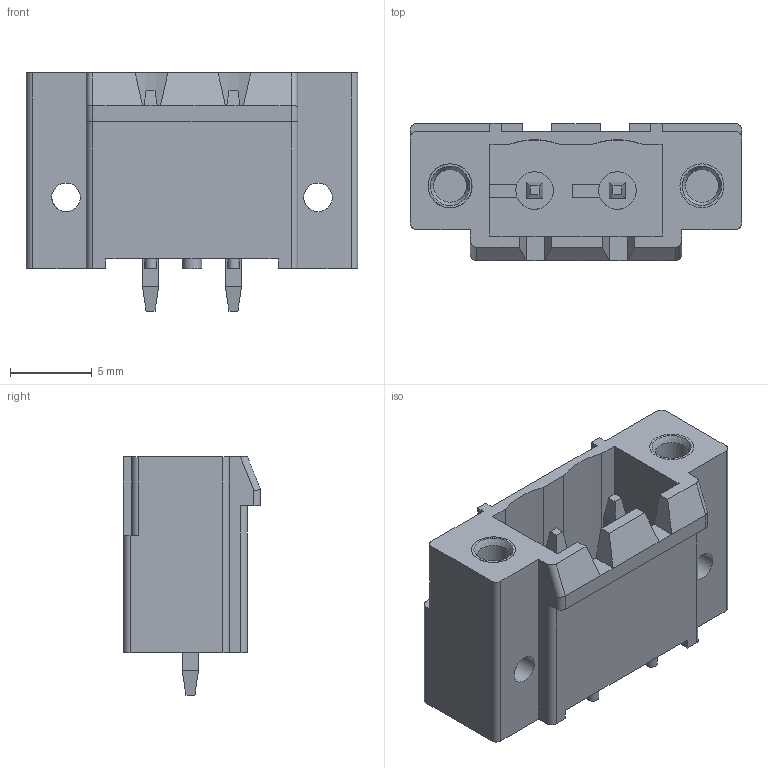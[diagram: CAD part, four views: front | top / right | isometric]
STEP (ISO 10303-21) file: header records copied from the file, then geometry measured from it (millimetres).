
FILE_DESCRIPTION( ( 'Unknown' ), '1' );
FILE_NAME( '691701520002B.stp', 'Unknown', ( 'Unknown' ), ( 'Unknown' ), 'PSStep 14.0', 'Unknown', ' ' );
FILE_SCHEMA( ( 'AUTOMOTIVE_DESIGN { 1 0 10303 214 1 1 1 1 }' ) );
Length unit declared in the file: millimetre
Products named in the file (4): Assem1; Housing F 5.08mm; Pin_Straight 5.08mm; Thread 5.08
Assembly tree (5 placements, depth 2):
  Assem1
    Housing F 5.08mm
    Pin_Straight 5.08mm  x2
    Thread 5.08  x2
Bounding box: 20.32 x 8.4 x 14.6 mm (x, y, z)
Volume: 975.6 mm3; surface area: 1890.3 mm2
Topology: 5 solids, 5 shells, 173 faces, 456 edges, 294 vertices
Faces by surface type: plane 140, cylinder 31, cone 2
Full cylindrical faces by diameter (mm): 0.7 x2, 1.2 x1, 1.75 x4, 2.013 x2, 2.3 x2, 2.7 x4
Entity records: 6005 total; most frequent: CARTESIAN_POINT 823, ORIENTED_EDGE 794, DIRECTION 783, EDGE_CURVE 397, LINE 331, VECTOR 331, VERTEX_POINT 266, AXIS2_PLACEMENT_3D 226
